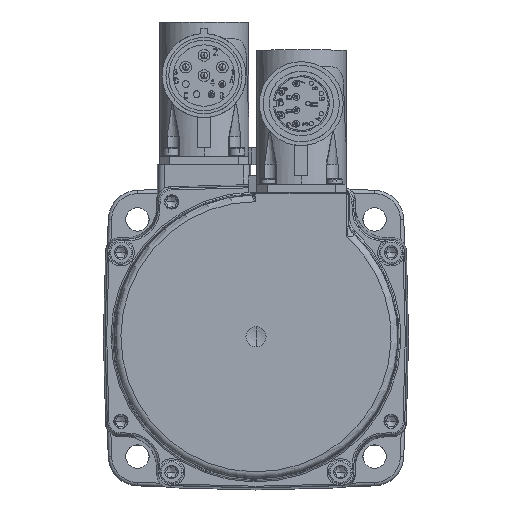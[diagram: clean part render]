
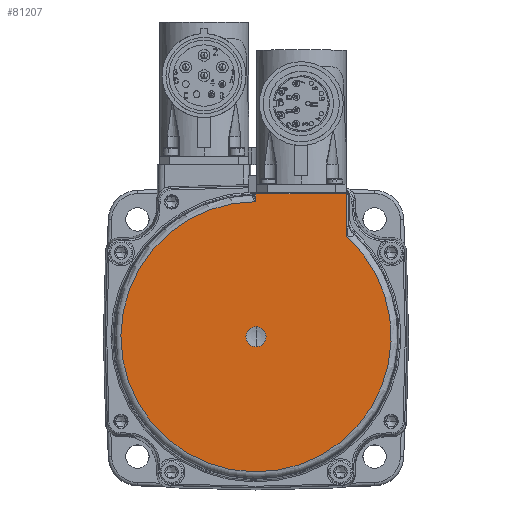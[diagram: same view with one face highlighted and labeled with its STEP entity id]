
A CAD part, top view. The second image highlights one B-rep face of the part: STEP entity #81207.
In plain terms, the highlighted planar face has unit normal (0, 0, 1).
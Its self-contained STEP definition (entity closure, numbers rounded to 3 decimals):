
#27574=DIRECTION('',(1.,0.,0.));
#27575=VECTOR('',#27574,27.1);
#27576=CARTESIAN_POINT('',(-0.1,42.6,121.6));
#27577=LINE('',#27576,#27575);
#27602=CARTESIAN_POINT('',(27.,42.5,121.6));
#27603=DIRECTION('',(0.,0.,-1.));
#27604=DIRECTION('',(0.,1.,0.));
#27605=AXIS2_PLACEMENT_3D('',#27602,#27603,#27604);
#27612=DIRECTION('',(0.,-1.,0.));
#27613=VECTOR('',#27612,12.693);
#27614=CARTESIAN_POINT('',(27.1,42.5,121.6));
#27615=LINE('',#27614,#27613);
#27635=CARTESIAN_POINT('',(27.1,29.807,121.6));
#27700=CARTESIAN_POINT('',(0.,0.,121.6));
#27701=DIRECTION('',(0.,0.,1.));
#27702=DIRECTION('',(-0.002,1.,0.));
#27703=AXIS2_PLACEMENT_3D('',#27700,#27701,#27702);
#27742=DIRECTION('',(0.,1.,0.));
#27743=VECTOR('',#27742,2.316);
#27744=CARTESIAN_POINT('',(-0.1,40.284,121.6));
#27745=LINE('',#27744,#27743);
#27746=CARTESIAN_POINT('',(-0.1,40.284,121.6));
#27779=CARTESIAN_POINT('',(0.,0.,121.6));
#27780=DIRECTION('',(0.,0.,-1.));
#27781=DIRECTION('',(0.,1.,0.));
#27782=AXIS2_PLACEMENT_3D('',#27779,#27780,#27781);
#27784=CARTESIAN_POINT('',(0.,0.,121.6));
#27785=DIRECTION('',(0.,0.,-1.));
#27786=DIRECTION('',(0.,-1.,0.));
#27787=AXIS2_PLACEMENT_3D('',#27784,#27785,#27786);
#45294=CARTESIAN_POINT('',(-0.1,42.6,121.6));
#45295=CARTESIAN_POINT('',(27.,42.6,121.6));
#45296=VERTEX_POINT('',#45294);
#45297=VERTEX_POINT('',#45295);
#45300=VERTEX_POINT('',#27635);
#45306=CARTESIAN_POINT('',(27.1,42.5,121.6));
#45307=VERTEX_POINT('',#45306);
#45443=VERTEX_POINT('',#27746);
#45520=CARTESIAN_POINT('',(0.,3.,121.6));
#45521=CARTESIAN_POINT('',(0.,-3.,121.6));
#45522=VERTEX_POINT('',#45520);
#45523=VERTEX_POINT('',#45521);
#81189=CARTESIAN_POINT('',(0.,0.,121.6));
#81190=DIRECTION('',(0.,0.,1.));
#81191=DIRECTION('',(0.,-1.,0.));
#81192=AXIS2_PLACEMENT_3D('',#81189,#81190,#81191);
#81193=PLANE('',#81192);
#81194=ORIENTED_EDGE('',*,*,#81117,.T.);
#81195=ORIENTED_EDGE('',*,*,#80914,.T.);
#81196=ORIENTED_EDGE('',*,*,#80940,.T.);
#81197=ORIENTED_EDGE('',*,*,#80953,.T.);
#81198=ORIENTED_EDGE('',*,*,#81051,.F.);
#81199=EDGE_LOOP('',(#81194,#81195,#81196,#81197,#81198));
#81200=FACE_OUTER_BOUND('',#81199,.F.);
#81202=ORIENTED_EDGE('',*,*,#81201,.F.);
#81204=ORIENTED_EDGE('',*,*,#81203,.F.);
#81205=EDGE_LOOP('',(#81202,#81204));
#81206=FACE_BOUND('',#81205,.F.);
#81207=ADVANCED_FACE('',(#81200,#81206),#81193,.T.);
#27606=CIRCLE('',#27605,0.1);
#27704=CIRCLE('',#27703,40.285);
#27783=CIRCLE('',#27782,3.);
#27788=CIRCLE('',#27787,3.);
#80914=EDGE_CURVE('',#45296,#45297,#27577,.T.);
#80940=EDGE_CURVE('',#45297,#45307,#27606,.T.);
#80953=EDGE_CURVE('',#45307,#45300,#27615,.T.);
#81051=EDGE_CURVE('',#45443,#45300,#27704,.T.);
#81117=EDGE_CURVE('',#45443,#45296,#27745,.T.);
#81201=EDGE_CURVE('',#45522,#45523,#27783,.T.);
#81203=EDGE_CURVE('',#45523,#45522,#27788,.T.);
